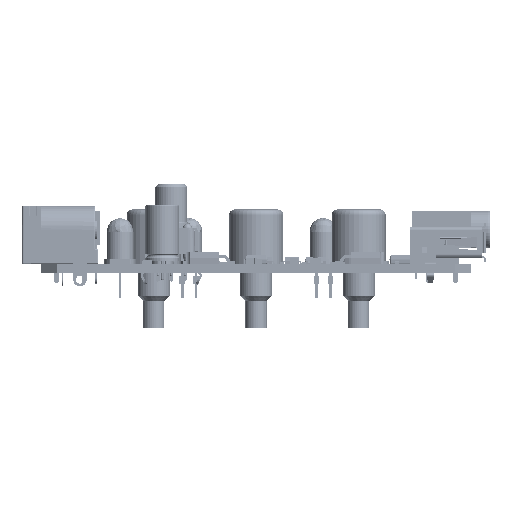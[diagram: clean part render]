
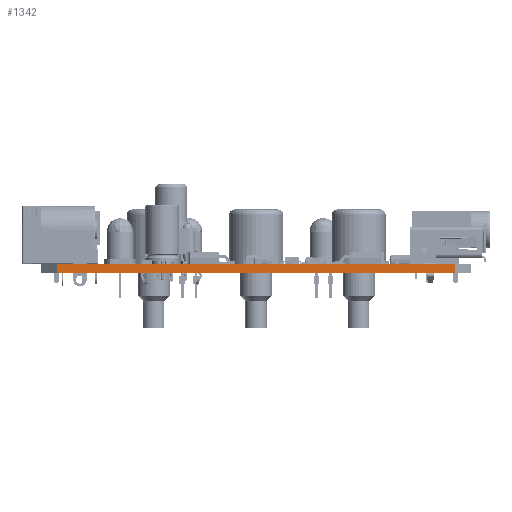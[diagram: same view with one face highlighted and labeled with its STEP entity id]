
A CAD part, front view. The second image highlights one B-rep face of the part: STEP entity #1342.
In plain terms, the highlighted planar face has unit normal (0, -1, 0).
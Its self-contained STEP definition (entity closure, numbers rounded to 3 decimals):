
#1317 = VERTEX_POINT('',#1318);
#1318 = CARTESIAN_POINT('',(77.,0.,1.6));
#1324 = EDGE_CURVE('',#1325,#1317,#1327,.T.);
#1325 = VERTEX_POINT('',#1326);
#1326 = CARTESIAN_POINT('',(77.,0.,0.));
#1327 = LINE('',#1328,#1329);
#1328 = CARTESIAN_POINT('',(77.,0.,0.));
#1329 = VECTOR('',#1330,1.);
#1330 = DIRECTION('',(0.,0.,1.));
#1342 = ADVANCED_FACE('',(#1343),#1368,.T.);
#1343 = FACE_BOUND('',#1344,.T.);
#1344 = EDGE_LOOP('',(#1345,#1346,#1354,#1362));
#1345 = ORIENTED_EDGE('',*,*,#1324,.T.);
#1346 = ORIENTED_EDGE('',*,*,#1347,.T.);
#1347 = EDGE_CURVE('',#1317,#1348,#1350,.T.);
#1348 = VERTEX_POINT('',#1349);
#1349 = CARTESIAN_POINT('',(3.,0.,1.6));
#1350 = LINE('',#1351,#1352);
#1351 = CARTESIAN_POINT('',(77.,0.,1.6));
#1352 = VECTOR('',#1353,1.);
#1353 = DIRECTION('',(-1.,0.,0.));
#1354 = ORIENTED_EDGE('',*,*,#1355,.F.);
#1355 = EDGE_CURVE('',#1356,#1348,#1358,.T.);
#1356 = VERTEX_POINT('',#1357);
#1357 = CARTESIAN_POINT('',(3.,0.,0.));
#1358 = LINE('',#1359,#1360);
#1359 = CARTESIAN_POINT('',(3.,0.,0.));
#1360 = VECTOR('',#1361,1.);
#1361 = DIRECTION('',(0.,0.,1.));
#1362 = ORIENTED_EDGE('',*,*,#1363,.F.);
#1363 = EDGE_CURVE('',#1325,#1356,#1364,.T.);
#1364 = LINE('',#1365,#1366);
#1365 = CARTESIAN_POINT('',(77.,0.,0.));
#1366 = VECTOR('',#1367,1.);
#1367 = DIRECTION('',(-1.,0.,0.));
#1368 = PLANE('',#1369);
#1369 = AXIS2_PLACEMENT_3D('',#1370,#1371,#1372);
#1370 = CARTESIAN_POINT('',(77.,0.,0.));
#1371 = DIRECTION('',(0.,-1.,0.));
#1372 = DIRECTION('',(-1.,0.,0.));
